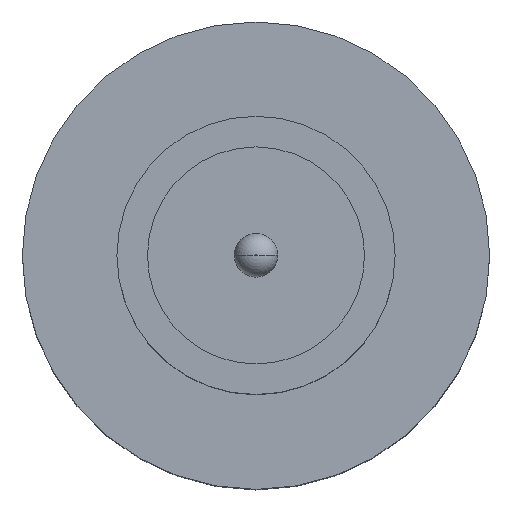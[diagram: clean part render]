
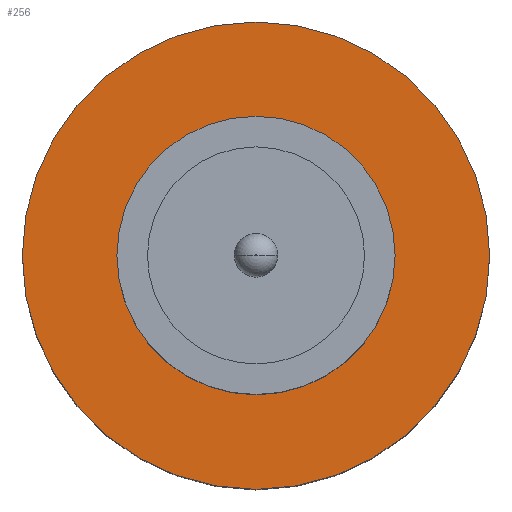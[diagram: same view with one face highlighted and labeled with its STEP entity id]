
A CAD part, top view. The second image highlights one B-rep face of the part: STEP entity #256.
In plain terms, the highlighted planar face has unit normal (0, 0, 1).
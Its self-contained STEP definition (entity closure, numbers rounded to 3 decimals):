
#35 = EDGE_LOOP ( 'NONE', ( #824, #568 ) ) ;
#53 = CARTESIAN_POINT ( 'NONE',  ( 0., 0., 1.55 ) ) ;
#125 = CARTESIAN_POINT ( 'NONE',  ( 2.1, 0., 1.55 ) ) ;
#130 = AXIS2_PLACEMENT_3D ( 'NONE', #53, #909, #287 ) ;
#152 = VERTEX_POINT ( 'NONE', #125 ) ;
#201 = PLANE ( 'NONE',  #130 ) ;
#213 = CIRCLE ( 'NONE', #571, 1.25 ) ;
#243 = FACE_OUTER_BOUND ( 'NONE', #716, .T. ) ;
#256 = ADVANCED_FACE ( 'NONE', ( #644, #243 ), #201, .T. ) ;
#287 = DIRECTION ( 'NONE',  ( 1., 0., 0. ) ) ;
#289 = EDGE_CURVE ( 'NONE', #640, #554, #312, .T. ) ;
#300 = AXIS2_PLACEMENT_3D ( 'NONE', #352, #838, #916 ) ;
#312 = CIRCLE ( 'NONE', #975, 1.25 ) ;
#352 = CARTESIAN_POINT ( 'NONE',  ( 0., 0., 1.55 ) ) ;
#384 = DIRECTION ( 'NONE',  ( 1., 0., 0. ) ) ;
#404 = EDGE_CURVE ( 'NONE', #554, #640, #213, .T. ) ;
#445 = CARTESIAN_POINT ( 'NONE',  ( 0., 0., 1.55 ) ) ;
#529 = CARTESIAN_POINT ( 'NONE',  ( -1.25, 0., 1.55 ) ) ;
#554 = VERTEX_POINT ( 'NONE', #757 ) ;
#568 = ORIENTED_EDGE ( 'NONE', *, *, #289, .F. ) ;
#571 = AXIS2_PLACEMENT_3D ( 'NONE', #932, #702, #384 ) ;
#594 = CARTESIAN_POINT ( 'NONE',  ( -2.1, 0., 1.55 ) ) ;
#598 = AXIS2_PLACEMENT_3D ( 'NONE', #445, #988, #666 ) ;
#635 = EDGE_CURVE ( 'NONE', #751, #152, #780, .T. ) ;
#640 = VERTEX_POINT ( 'NONE', #529 ) ;
#644 = FACE_BOUND ( 'NONE', #35, .T. ) ;
#666 = DIRECTION ( 'NONE',  ( 1., 0., 0. ) ) ;
#702 = DIRECTION ( 'NONE',  ( 0., 0., 1. ) ) ;
#716 = EDGE_LOOP ( 'NONE', ( #899, #966 ) ) ;
#735 = EDGE_CURVE ( 'NONE', #152, #751, #831, .T. ) ;
#751 = VERTEX_POINT ( 'NONE', #594 ) ;
#757 = CARTESIAN_POINT ( 'NONE',  ( 1.25, 0., 1.55 ) ) ;
#780 = CIRCLE ( 'NONE', #300, 2.1 ) ;
#824 = ORIENTED_EDGE ( 'NONE', *, *, #404, .F. ) ;
#831 = CIRCLE ( 'NONE', #598, 2.1 ) ;
#838 = DIRECTION ( 'NONE',  ( 0., 0., 1. ) ) ;
#899 = ORIENTED_EDGE ( 'NONE', *, *, #635, .T. ) ;
#909 = DIRECTION ( 'NONE',  ( 0., 0., 1. ) ) ;
#916 = DIRECTION ( 'NONE',  ( 1., 0., 0. ) ) ;
#929 = DIRECTION ( 'NONE',  ( 1., 0., 0. ) ) ;
#932 = CARTESIAN_POINT ( 'NONE',  ( 0., 0., 1.55 ) ) ;
#966 = ORIENTED_EDGE ( 'NONE', *, *, #735, .T. ) ;
#975 = AXIS2_PLACEMENT_3D ( 'NONE', #1007, #1009, #929 ) ;
#988 = DIRECTION ( 'NONE',  ( 0., 0., 1. ) ) ;
#1007 = CARTESIAN_POINT ( 'NONE',  ( 0., 0., 1.55 ) ) ;
#1009 = DIRECTION ( 'NONE',  ( 0., 0., 1. ) ) ;
